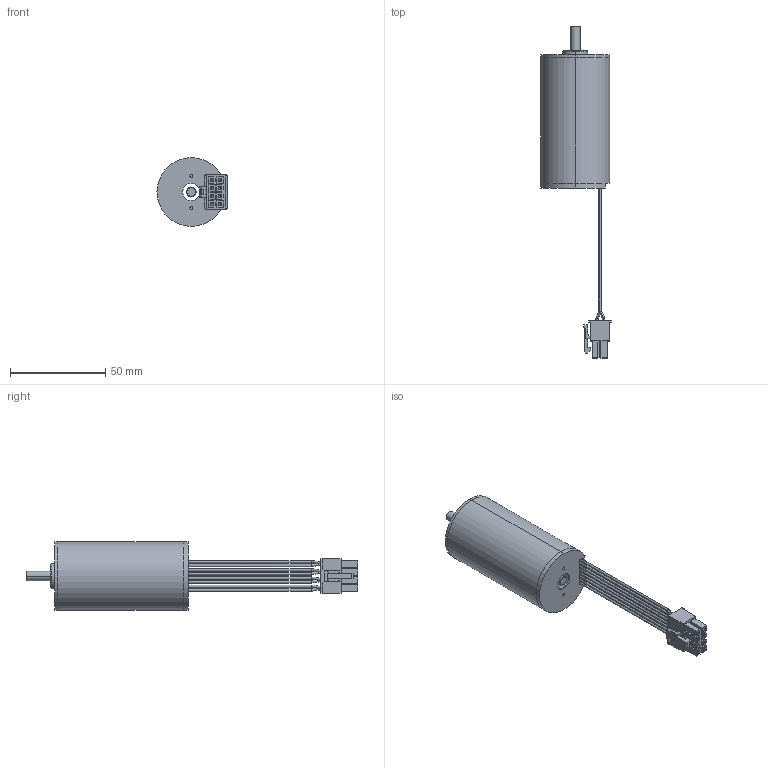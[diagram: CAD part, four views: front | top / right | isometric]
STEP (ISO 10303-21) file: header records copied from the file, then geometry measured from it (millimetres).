
FILE_DESCRIPTION (( 'STEP AP203' ), '1' );
FILE_NAME ('EC3670S.STEP', '2016-12-27T02:00:22', ( 'Sky123.Org' ), ( 'Sky123.Org' ), 'SwSTEP 2.0', 'SolidWorks 2013', '' );
FILE_SCHEMA (( 'CONFIG_CONTROL_DESIGN' ));
Length unit declared in the file: millimetre
Products named in the file (6): 01.07.0015 儂褲; 01.01.0022 ヶ傷裔; 01.02.0008 綴傷裔; 01.10.0021 粣; 01.14.0072 傷赽盄; EC3670S
Assembly tree (5 placements, depth 2):
  EC3670S
    01.07.0015 儂褲
    01.01.0022 ヶ傷裔
    01.02.0008 綴傷裔
    01.10.0021 粣
    01.14.0072 傷赽盄
Bounding box: 36.75 x 174.1 x 36 mm (x, y, z)
Volume: 20802 mm3; surface area: 27937 mm2
Topology: 10 solids, 10 shells, 524 faces, 1349 edges, 869 vertices
Faces by surface type: plane 381, cylinder 109, bspline 16, cone 14, torus 4
Entity records: 17040 total; most frequent: CARTESIAN_POINT 3502, ORIENTED_EDGE 2698, DIRECTION 2594, EDGE_CURVE 1349, VECTOR 1064, LINE 1064, VERTEX_POINT 869, AXIS2_PLACEMENT_3D 765
